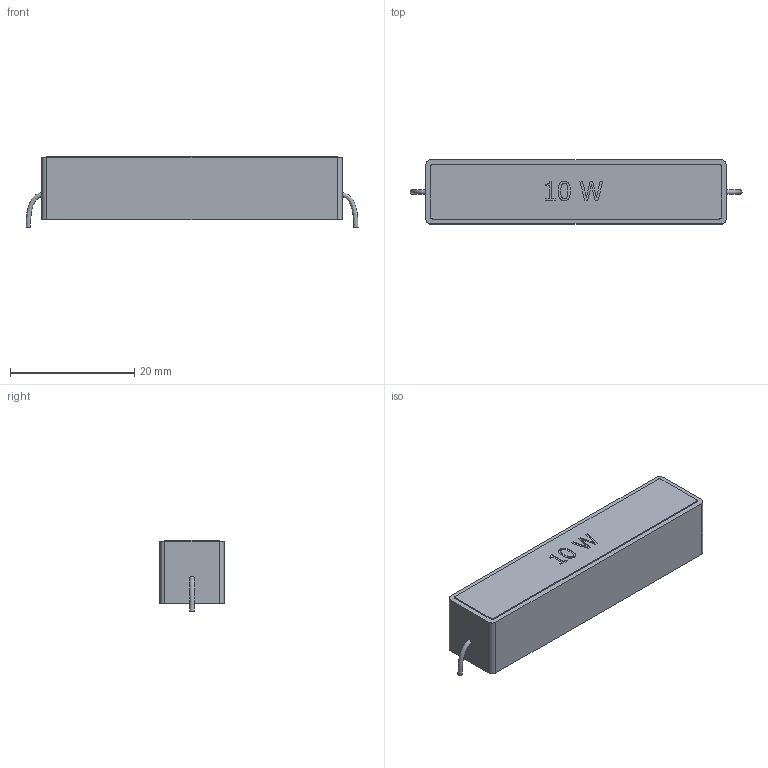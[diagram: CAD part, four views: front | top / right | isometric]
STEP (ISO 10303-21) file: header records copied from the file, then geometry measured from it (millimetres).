
FILE_DESCRIPTION(/* description */ (''),/* implementation_level */ '2;1');
FILE_NAME(/* name */ 'Резистор_10Вт.stp',/* time_stamp */ '2021-04-26T13:42:20+06:00',/* author */ ('User'),/* organization */ (''),/* preprocessor_version */ 'ST-DEVELOPER v16.13',/* originating_system */ 'Autodesk Inventor 2018',/* authorisation */ '');
FILE_SCHEMA (('AUTOMOTIVE_DESIGN { 1 0 10303 214 3 1 1 }'));
Length unit declared in the file: millimetre
Products named in the file (1): Резистор_10Вт
Bounding box: 53.35 x 10.3 x 11.54 mm (x, y, z)
Volume: 5054.5 mm3; surface area: 2206.1 mm2
Topology: 1 solids, 1 shells, 63 faces, 162 edges, 108 vertices
Faces by surface type: plane 40, bspline 15, cylinder 8
Entity records: 2373 total; most frequent: CARTESIAN_POINT 802, ORIENTED_EDGE 324, DIRECTION 250, EDGE_CURVE 162, LINE 114, VECTOR 114, VERTEX_POINT 108, EDGE_LOOP 70
